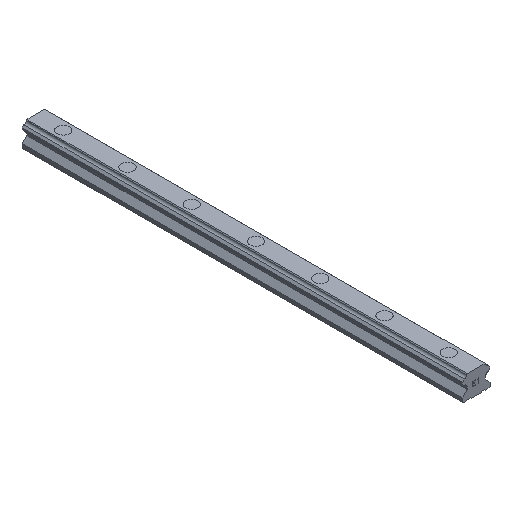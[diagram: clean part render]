
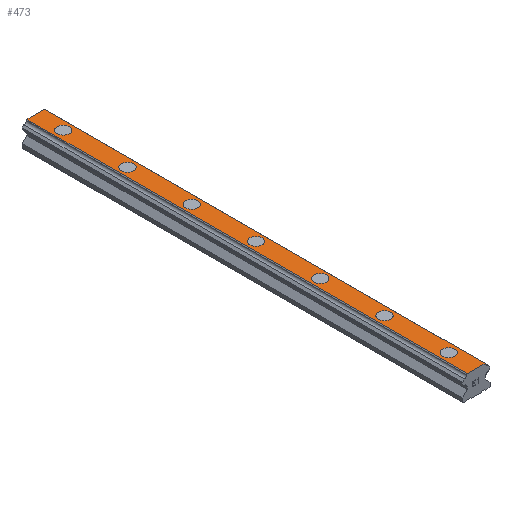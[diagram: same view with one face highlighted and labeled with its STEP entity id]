
A CAD part, isometric view. The second image highlights one B-rep face of the part: STEP entity #473.
In plain terms, the highlighted planar face has unit normal (0, 0, 1).
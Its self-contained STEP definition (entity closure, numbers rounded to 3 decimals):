
#473=ADVANCED_FACE('',(#973,#974,#975,#976,#977,#978,#979,#980),#981,.T.);
#973=FACE_BOUND('',#1486,.T.);
#974=FACE_BOUND('',#1487,.T.);
#975=FACE_BOUND('',#1488,.T.);
#976=FACE_BOUND('',#1489,.T.);
#977=FACE_BOUND('',#1490,.T.);
#978=FACE_BOUND('',#1491,.T.);
#979=FACE_BOUND('',#1492,.T.);
#980=FACE_OUTER_BOUND('',#1493,.T.);
#981=PLANE('',#1494);
#1486=EDGE_LOOP('',(#2839,#2840));
#1487=EDGE_LOOP('',(#2841,#2842));
#1488=EDGE_LOOP('',(#2843,#2844));
#1489=EDGE_LOOP('',(#2845,#2846));
#1490=EDGE_LOOP('',(#2847,#2848));
#1491=EDGE_LOOP('',(#2849,#2850));
#1492=EDGE_LOOP('',(#2851,#2852));
#1493=EDGE_LOOP('',(#2853,#2854,#2855,#2856));
#1494=AXIS2_PLACEMENT_3D('',#2857,#2858,#2859);
#2839=ORIENTED_EDGE('',*,*,#3048,.T.);
#2840=ORIENTED_EDGE('',*,*,#3435,.T.);
#2841=ORIENTED_EDGE('',*,*,#3038,.T.);
#2842=ORIENTED_EDGE('',*,*,#3441,.T.);
#2843=ORIENTED_EDGE('',*,*,#3028,.T.);
#2844=ORIENTED_EDGE('',*,*,#3447,.T.);
#2845=ORIENTED_EDGE('',*,*,#3018,.T.);
#2846=ORIENTED_EDGE('',*,*,#3453,.T.);
#2847=ORIENTED_EDGE('',*,*,#3008,.T.);
#2848=ORIENTED_EDGE('',*,*,#3459,.T.);
#2849=ORIENTED_EDGE('',*,*,#2998,.T.);
#2850=ORIENTED_EDGE('',*,*,#3465,.T.);
#2851=ORIENTED_EDGE('',*,*,#2988,.T.);
#2852=ORIENTED_EDGE('',*,*,#3471,.T.);
#2853=ORIENTED_EDGE('',*,*,#3418,.T.);
#2854=ORIENTED_EDGE('',*,*,#3510,.F.);
#2855=ORIENTED_EDGE('',*,*,#3299,.T.);
#2856=ORIENTED_EDGE('',*,*,#3508,.T.);
#2857=CARTESIAN_POINT('',(7.2,720.0,38.));
#2858=DIRECTION('',(0.0,0.0,1.0));
#2859=DIRECTION('',(-1.0,0.0,0.0));
#2988=EDGE_CURVE('',#3554,#3551,#3555,.T.);
#2998=EDGE_CURVE('',#3572,#3569,#3573,.T.);
#3008=EDGE_CURVE('',#3590,#3587,#3591,.T.);
#3018=EDGE_CURVE('',#3608,#3605,#3609,.T.);
#3028=EDGE_CURVE('',#3626,#3623,#3627,.T.);
#3038=EDGE_CURVE('',#3644,#3641,#3645,.T.);
#3048=EDGE_CURVE('',#3662,#3659,#3663,.T.);
#3299=EDGE_CURVE('',#4036,#4034,#4037,.T.);
#3418=EDGE_CURVE('',#4229,#4227,#4230,.T.);
#3435=EDGE_CURVE('',#3659,#3662,#4261,.T.);
#3441=EDGE_CURVE('',#3641,#3644,#4267,.T.);
#3447=EDGE_CURVE('',#3623,#3626,#4273,.T.);
#3453=EDGE_CURVE('',#3605,#3608,#4279,.T.);
#3459=EDGE_CURVE('',#3587,#3590,#4285,.T.);
#3465=EDGE_CURVE('',#3569,#3572,#4291,.T.);
#3471=EDGE_CURVE('',#3551,#3554,#4297,.T.);
#3508=EDGE_CURVE('',#4034,#4229,#4334,.T.);
#3510=EDGE_CURVE('',#4036,#4227,#4336,.T.);
#3551=VERTEX_POINT('',#4379);
#3554=VERTEX_POINT('',#4383);
#3555=CIRCLE('',#4384,10.0);
#3569=VERTEX_POINT('',#4401);
#3572=VERTEX_POINT('',#4405);
#3573=CIRCLE('',#4406,10.0);
#3587=VERTEX_POINT('',#4423);
#3590=VERTEX_POINT('',#4427);
#3591=CIRCLE('',#4428,10.0);
#3605=VERTEX_POINT('',#4445);
#3608=VERTEX_POINT('',#4449);
#3609=CIRCLE('',#4450,10.0);
#3623=VERTEX_POINT('',#4467);
#3626=VERTEX_POINT('',#4471);
#3627=CIRCLE('',#4472,10.0);
#3641=VERTEX_POINT('',#4489);
#3644=VERTEX_POINT('',#4493);
#3645=CIRCLE('',#4494,10.0);
#3659=VERTEX_POINT('',#4511);
#3662=VERTEX_POINT('',#4515);
#3663=CIRCLE('',#4516,10.0);
#4034=VERTEX_POINT('',#5029);
#4036=VERTEX_POINT('',#5032);
#4037=LINE('',#5033,#5034);
#4227=VERTEX_POINT('',#5313);
#4229=VERTEX_POINT('',#5316);
#4230=LINE('',#5317,#5318);
#4261=CIRCLE('',#5362,10.0);
#4267=CIRCLE('',#5368,10.0);
#4273=CIRCLE('',#5374,10.0);
#4279=CIRCLE('',#5380,10.0);
#4285=CIRCLE('',#5386,10.0);
#4291=CIRCLE('',#5392,10.0);
#4297=CIRCLE('',#5398,10.0);
#4334=LINE('',#5451,#5452);
#4336=LINE('',#5454,#5455);
#4379=CARTESIAN_POINT('',(10.0,45.0,38.));
#4383=CARTESIAN_POINT('',(-10.0,45.0,38.));
#4384=AXIS2_PLACEMENT_3D('',#5509,#5510,#5511);
#4401=CARTESIAN_POINT('',(10.0,150.0,38.));
#4405=CARTESIAN_POINT('',(-10.0,150.0,38.));
#4406=AXIS2_PLACEMENT_3D('',#5525,#5526,#5527);
#4423=CARTESIAN_POINT('',(10.0,255.0,38.));
#4427=CARTESIAN_POINT('',(-10.0,255.0,38.));
#4428=AXIS2_PLACEMENT_3D('',#5541,#5542,#5543);
#4445=CARTESIAN_POINT('',(10.0,360.0,38.));
#4449=CARTESIAN_POINT('',(-10.0,360.0,38.));
#4450=AXIS2_PLACEMENT_3D('',#5557,#5558,#5559);
#4467=CARTESIAN_POINT('',(10.0,465.0,38.));
#4471=CARTESIAN_POINT('',(-10.0,465.0,38.));
#4472=AXIS2_PLACEMENT_3D('',#5573,#5574,#5575);
#4489=CARTESIAN_POINT('',(10.0,570.0,38.));
#4493=CARTESIAN_POINT('',(-10.0,570.0,38.));
#4494=AXIS2_PLACEMENT_3D('',#5589,#5590,#5591);
#4511=CARTESIAN_POINT('',(10.0,675.0,38.));
#4515=CARTESIAN_POINT('',(-10.0,675.0,38.));
#4516=AXIS2_PLACEMENT_3D('',#5605,#5606,#5607);
#5029=CARTESIAN_POINT('',(-14.4,720.0,38.));
#5032=CARTESIAN_POINT('',(14.4,720.0,38.));
#5033=CARTESIAN_POINT('',(14.4,720.0,38.));
#5034=VECTOR('',#5865,1.0);
#5313=CARTESIAN_POINT('',(14.4,0.0,38.));
#5316=CARTESIAN_POINT('',(-14.4,0.0,38.));
#5317=CARTESIAN_POINT('',(0.0,0.0,38.));
#5318=VECTOR('',#5968,1.0);
#5362=AXIS2_PLACEMENT_3D('',#5988,#5989,#5990);
#5368=AXIS2_PLACEMENT_3D('',#5997,#5998,#5999);
#5374=AXIS2_PLACEMENT_3D('',#6006,#6007,#6008);
#5380=AXIS2_PLACEMENT_3D('',#6015,#6016,#6017);
#5386=AXIS2_PLACEMENT_3D('',#6024,#6025,#6026);
#5392=AXIS2_PLACEMENT_3D('',#6033,#6034,#6035);
#5398=AXIS2_PLACEMENT_3D('',#6042,#6043,#6044);
#5451=CARTESIAN_POINT('',(-14.4,720.0,38.));
#5452=VECTOR('',#6067,1.0);
#5454=CARTESIAN_POINT('',(14.4,720.0,38.));
#5455=VECTOR('',#6068,1.0);
#5509=CARTESIAN_POINT('',(0.0,45.0,38.));
#5510=DIRECTION('',(0.0,0.0,-1.0));
#5511=DIRECTION('',(1.0,0.0,0.0));
#5525=CARTESIAN_POINT('',(0.0,150.0,38.));
#5526=DIRECTION('',(0.0,0.0,-1.0));
#5527=DIRECTION('',(1.0,0.0,0.0));
#5541=CARTESIAN_POINT('',(0.0,255.0,38.));
#5542=DIRECTION('',(0.0,0.0,-1.0));
#5543=DIRECTION('',(1.0,0.0,0.0));
#5557=CARTESIAN_POINT('',(0.0,360.0,38.));
#5558=DIRECTION('',(0.0,0.0,-1.0));
#5559=DIRECTION('',(1.0,0.0,0.0));
#5573=CARTESIAN_POINT('',(0.0,465.0,38.));
#5574=DIRECTION('',(0.0,0.0,-1.0));
#5575=DIRECTION('',(1.0,0.0,0.0));
#5589=CARTESIAN_POINT('',(0.0,570.0,38.));
#5590=DIRECTION('',(0.0,0.0,-1.0));
#5591=DIRECTION('',(1.0,0.0,0.0));
#5605=CARTESIAN_POINT('',(0.0,675.0,38.));
#5606=DIRECTION('',(0.0,0.0,-1.0));
#5607=DIRECTION('',(1.0,0.0,0.0));
#5865=DIRECTION('',(-1.0,0.0,0.0));
#5968=DIRECTION('',(1.0,0.0,0.0));
#5988=CARTESIAN_POINT('',(0.0,675.0,38.));
#5989=DIRECTION('',(0.0,0.0,-1.0));
#5990=DIRECTION('',(1.0,0.0,0.0));
#5997=CARTESIAN_POINT('',(0.0,570.0,38.));
#5998=DIRECTION('',(0.0,0.0,-1.0));
#5999=DIRECTION('',(1.0,0.0,0.0));
#6006=CARTESIAN_POINT('',(0.0,465.0,38.));
#6007=DIRECTION('',(0.0,0.0,-1.0));
#6008=DIRECTION('',(1.0,0.0,0.0));
#6015=CARTESIAN_POINT('',(0.0,360.0,38.));
#6016=DIRECTION('',(0.0,0.0,-1.0));
#6017=DIRECTION('',(1.0,0.0,0.0));
#6024=CARTESIAN_POINT('',(0.0,255.0,38.));
#6025=DIRECTION('',(0.0,0.0,-1.0));
#6026=DIRECTION('',(1.0,0.0,0.0));
#6033=CARTESIAN_POINT('',(0.0,150.0,38.));
#6034=DIRECTION('',(0.0,0.0,-1.0));
#6035=DIRECTION('',(1.0,0.0,0.0));
#6042=CARTESIAN_POINT('',(0.0,45.0,38.));
#6043=DIRECTION('',(0.0,0.0,-1.0));
#6044=DIRECTION('',(1.0,0.0,0.0));
#6067=DIRECTION('',(0.0,-1.0,0.0));
#6068=DIRECTION('',(0.0,-1.0,0.0));
